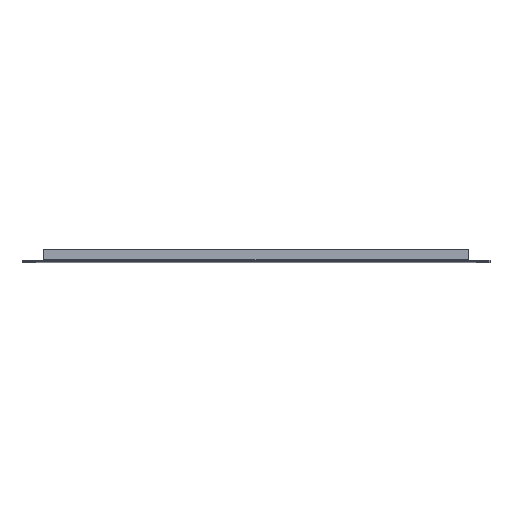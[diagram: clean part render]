
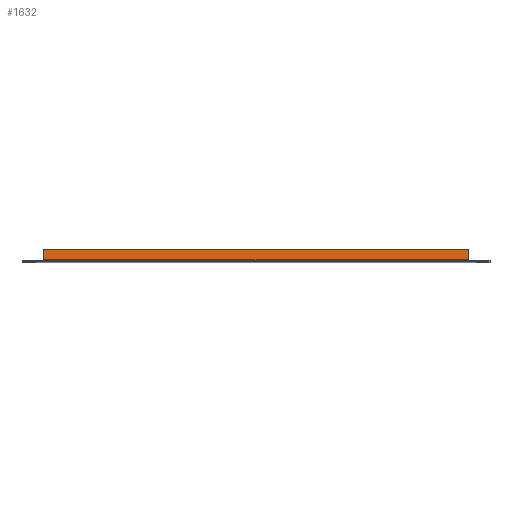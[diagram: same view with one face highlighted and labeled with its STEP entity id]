
A CAD part, top view. The second image highlights one B-rep face of the part: STEP entity #1632.
In plain terms, the highlighted planar face has unit normal (0, 0, 1).
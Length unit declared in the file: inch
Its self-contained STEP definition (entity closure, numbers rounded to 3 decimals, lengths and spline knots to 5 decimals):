
#12 = ORIENTED_EDGE ( 'NONE', *, *, #1401, .F. ) ;
#37 = ORIENTED_EDGE ( 'NONE', *, *, #1052, .F. ) ;
#120 = LINE ( 'NONE', #921, #124 ) ;
#124 = VECTOR ( 'NONE', #295, 39.37008 ) ;
#216 = CARTESIAN_POINT ( 'NONE',  ( 8.625, 0.04648, 10.484 ) ) ;
#226 = VECTOR ( 'NONE', #1327, 39.37008 ) ;
#273 = CARTESIAN_POINT ( 'NONE',  ( 8.625, 0.086, 10.484 ) ) ;
#295 = DIRECTION ( 'NONE',  ( 1., 0., 0. ) ) ;
#346 = VERTEX_POINT ( 'NONE', #1510 ) ;
#369 = VERTEX_POINT ( 'NONE', #891 ) ;
#445 = VECTOR ( 'NONE', #1260, 39.37008 ) ;
#446 = CARTESIAN_POINT ( 'NONE',  ( -8.625, 0.5, 10.484 ) ) ;
#459 = LINE ( 'NONE', #273, #445 ) ;
#465 = DIRECTION ( 'NONE',  ( 0., 1., 0. ) ) ;
#564 = LINE ( 'NONE', #1420, #605 ) ;
#605 = VECTOR ( 'NONE', #1269, 39.37008 ) ;
#636 = PLANE ( 'NONE',  #818 ) ;
#661 = FACE_OUTER_BOUND ( 'NONE', #1241, .T. ) ;
#773 = VERTEX_POINT ( 'NONE', #446 ) ;
#818 = AXIS2_PLACEMENT_3D ( 'NONE', #1612, #1418, #465 ) ;
#891 = CARTESIAN_POINT ( 'NONE',  ( 8.625, 0.086, 10.484 ) ) ;
#921 = CARTESIAN_POINT ( 'NONE',  ( 8.625, 0.5, 10.484 ) ) ;
#922 = ORIENTED_EDGE ( 'NONE', *, *, #2019, .T. ) ;
#1052 = EDGE_CURVE ( 'NONE', #369, #346, #459, .T. ) ;
#1142 = EDGE_CURVE ( 'NONE', #773, #1921, #120, .T. ) ;
#1241 = EDGE_LOOP ( 'NONE', ( #12, #1428, #922, #37 ) ) ;
#1260 = DIRECTION ( 'NONE',  ( -1., 0., 0. ) ) ;
#1269 = DIRECTION ( 'NONE',  ( 0., -1., 0. ) ) ;
#1327 = DIRECTION ( 'NONE',  ( 0., -1., 0. ) ) ;
#1401 = EDGE_CURVE ( 'NONE', #1921, #369, #1479, .T. ) ;
#1418 = DIRECTION ( 'NONE',  ( 0., 0., -1. ) ) ;
#1420 = CARTESIAN_POINT ( 'NONE',  ( -8.625, 0.04648, 10.484 ) ) ;
#1428 = ORIENTED_EDGE ( 'NONE', *, *, #1142, .F. ) ;
#1479 = LINE ( 'NONE', #216, #226 ) ;
#1510 = CARTESIAN_POINT ( 'NONE',  ( -8.625, 0.086, 10.484 ) ) ;
#1537 = CARTESIAN_POINT ( 'NONE',  ( 8.625, 0.5, 10.484 ) ) ;
#1612 = CARTESIAN_POINT ( 'NONE',  ( 8.625, 0.04648, 10.484 ) ) ;
#1632 = ADVANCED_FACE ( 'NONE', ( #661 ), #636, .F. ) ;
#1921 = VERTEX_POINT ( 'NONE', #1537 ) ;
#2019 = EDGE_CURVE ( 'NONE', #773, #346, #564, .T. ) ;
